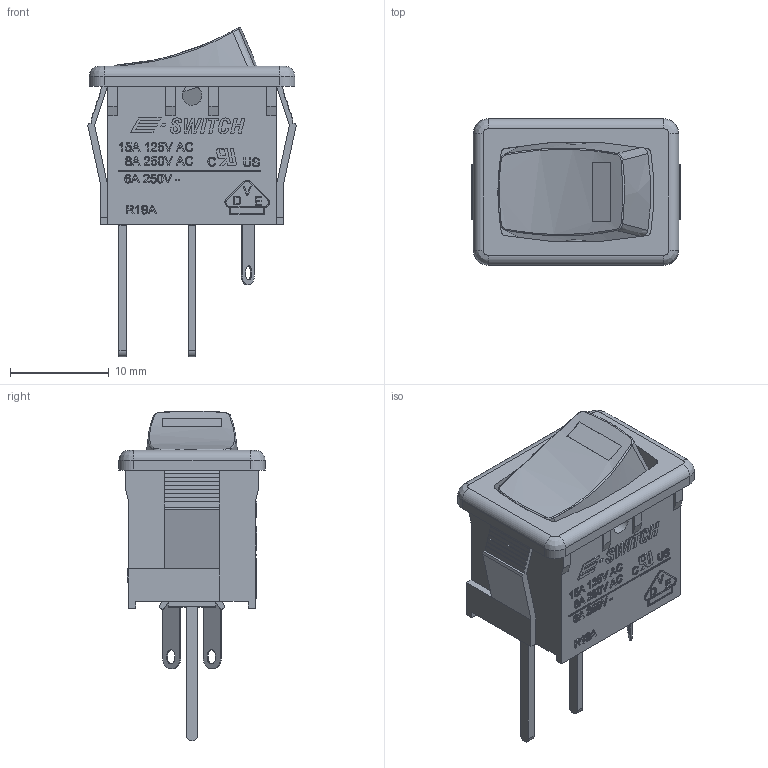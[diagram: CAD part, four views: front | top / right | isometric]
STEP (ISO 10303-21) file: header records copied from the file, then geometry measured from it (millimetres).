
FILE_DESCRIPTION((''),'2;1');
FILE_NAME('R1966AxxxxxxEPxxx.stp','2017-11-16T11:51:17',('mroman'),(''),'Autodesk Inventor 2012','Autodesk Inventor 2012','');
FILE_SCHEMA(('CONFIG_CONTROL_DESIGN'));
Length unit declared in the file: inch
Products named in the file (1): Part1
Bounding box: 21.1 x 14.8 x 33.36 mm (x, y, z)
Volume: 1877.8 mm3; surface area: 3529.8 mm2
Topology: 1 solids, 1 shells, 961 faces, 2610 edges, 1722 vertices
Faces by surface type: plane 600, bspline 300, cylinder 53, cone 8
Full cylindrical faces by diameter (mm): 2 x4
Entity records: 31994 total; most frequent: CARTESIAN_POINT 9693, ORIENTED_EDGE 5212, DIRECTION 3442, EDGE_CURVE 2606, VECTOR 1850, LINE 1850, VERTEX_POINT 1720, EDGE_LOOP 1056
